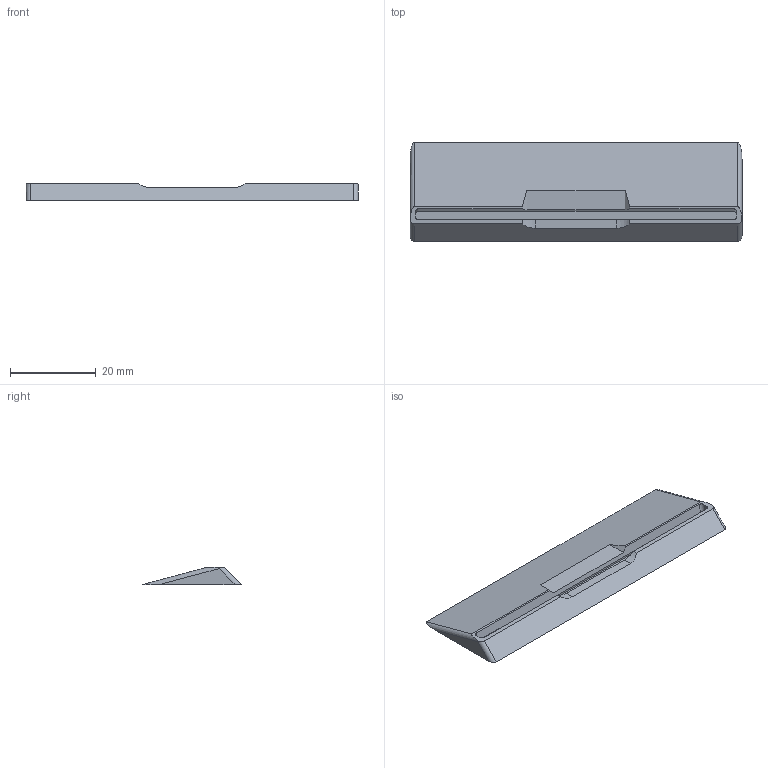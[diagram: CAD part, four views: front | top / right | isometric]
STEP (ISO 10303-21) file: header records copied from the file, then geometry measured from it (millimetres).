
FILE_DESCRIPTION( ( '' ), ' ' );
FILE_NAME( '5c9b25b35b3e4f14fe4d93ac.step', '2019-03-27T07:26:44', ( '' ), ( '' ), ' ', ' ', ' ' );
FILE_SCHEMA( ( 'AUTOMOTIVE_DESIGN { 1 0 10303 214 1 1 1 1 }' ) );
Length unit declared in the file: metre
Products named in the file (1): stand
Bounding box: 77.4 x 22.93 x 4 mm (x, y, z)
Volume: 3652.9 mm3; surface area: 4099.5 mm2
Topology: 1 solids, 1 shells, 29 faces, 79 edges, 52 vertices
Faces by surface type: plane 17, cylinder 10, extrusion 2
Entity records: 1175 total; most frequent: DIRECTION 165, CARTESIAN_POINT 161, ORIENTED_EDGE 158, EDGE_CURVE 79, VECTOR 57, LINE 55, AXIS2_PLACEMENT_3D 54, VERTEX_POINT 52
